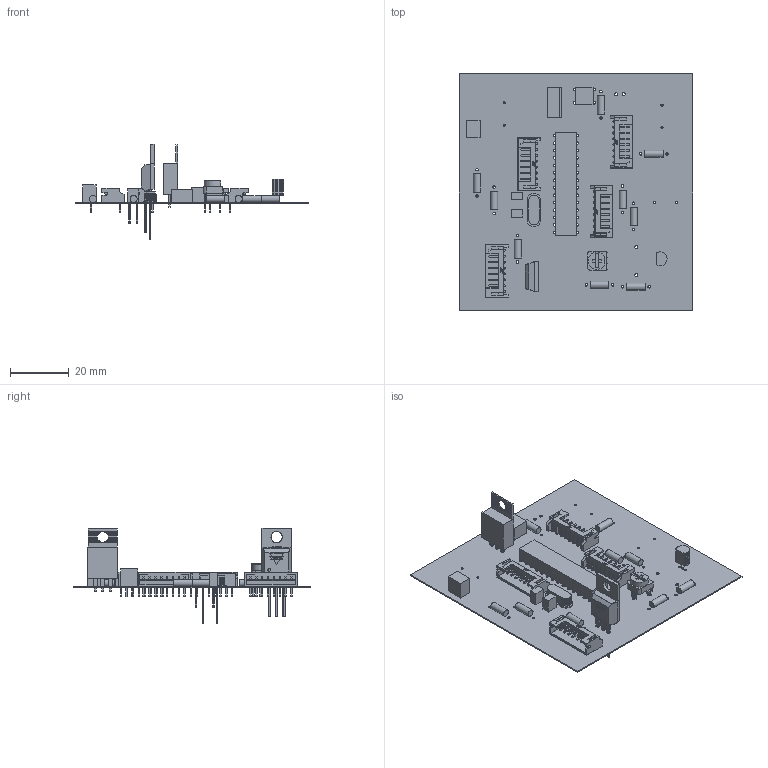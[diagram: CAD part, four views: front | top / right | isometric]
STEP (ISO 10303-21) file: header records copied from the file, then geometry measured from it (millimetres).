
FILE_DESCRIPTION(('Open CASCADE Model'),'2;1');
FILE_NAME('Open CASCADE Shape Model','2022-11-24T14:58:48',('Author'),( 'Open CASCADE'),'Open CASCADE STEP processor 6.8','Open CASCADE 6.8' ,'Unknown');
FILE_SCHEMA(('AUTOMOTIVE_DESIGN { 1 0 10303 214 1 1 1 1 }'));
Length unit declared in the file: millimetre
Products named in the file (106): PCB; Board; Open CASCADE STEP translator 6.8 1.1.1; 2; 6284748064; Cylinder; Q2; 7299966832; Extruded; Y1; 5878836176; 6236026464; 5878838496; VR1; Pot_-_RES_VAR1; U2; 6097042896; U1; 6233885120; 6233880560; 6233877920; 6233880640; 6234093040; 6234091040; 6234092800; 6234092880; 6234085360; 6234093440; 6234086240; 6234085440; 6234086000; 6234083440; 6234085760; 6234082160; 6234094000; 6234085280; 6234087760; SW1; 5878797216; R3 ...
Assembly tree (141 placements, depth 5):
  PCB
    Board
      Open CASCADE STEP translator 6.8 1.1.1
    2
      6284748064
        Cylinder
    Q2
      7299966832
        Extruded
    Y1
      5878836176  x2
        Extruded
      6236026464
        Extruded
      5878838496
        Extruded
    VR1
      Pot_-_RES_VAR1
    U2
      6097042896
        Extruded
    U1
      6233885120  x3
        Extruded
      6233880560  x3
        Extruded
      6233877920
        Extruded
      6233880640
        Extruded
      6234093040  x4
        Extruded
      6234091040  x2
        Extruded
      6234092800  x2
        Extruded
      6234092880  x2
        Extruded
      6234085360  x2
        Extruded
      6234093440  x4
        Extruded
      6234086240  x2
        Extruded
      6234085440  x2
        Extruded
      6234086000  x2
        Extruded
      6234083440  x2
        Extruded
      6234085760  x2
        Extruded
      6234082160  x2
        Extruded
      6234094000  x2
        Extruded
      6234085280  x2
        Extruded
      6234087760
        Extruded
Bounding box: 79.5 x 80.64 x 32.59 mm (x, y, z)
Volume: 6853.4 mm3; surface area: 20216.5 mm2
Topology: 137 solids, 137 shells, 2908 faces, 6798 edges, 4170 vertices
Faces by surface type: plane 1529, cylinder 753, bspline 272, sphere 184, torus 170
Full cylindrical faces by diameter (mm): 0.7 x40, 0.8 x7, 0.85 x18, 0.9 x29, 0.99 x4, 1 x5, 1.05 x4, 1.2 x3, 1.35 x3, 2.4 x9, 3.735 x1
Entity records: 45795 total; most frequent: CARTESIAN_POINT 7786, DIRECTION 6795, ORIENTED_EDGE 6430, EDGE_CURVE 3215, AXIS2_PLACEMENT_3D 2303, LINE 2189, VECTOR 2189, VERTEX_POINT 1994
